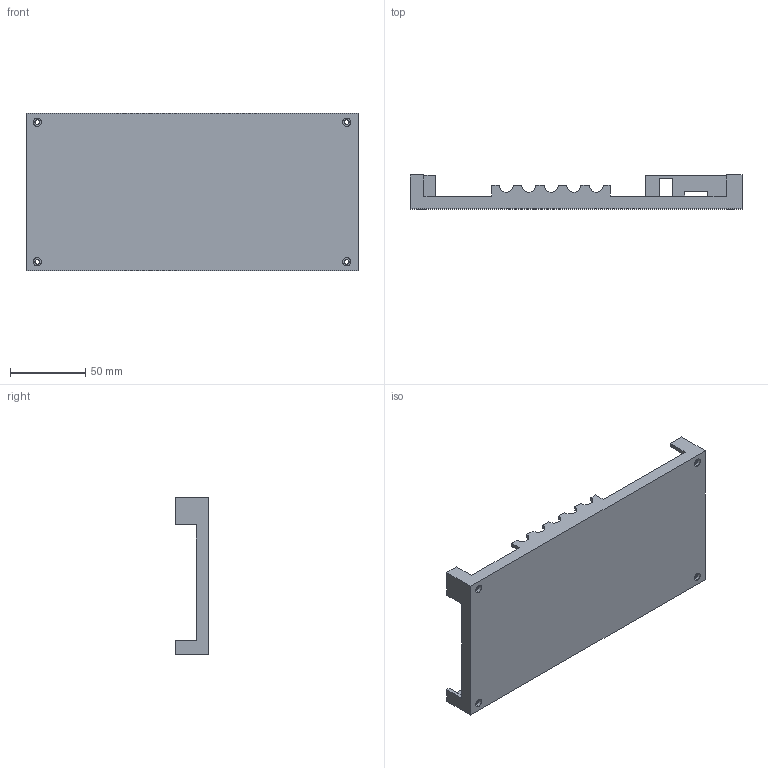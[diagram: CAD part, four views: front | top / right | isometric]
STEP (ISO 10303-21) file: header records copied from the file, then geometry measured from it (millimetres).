
FILE_DESCRIPTION (( 'STEP AP214' ), '1' );
FILE_NAME ('Ossc Pro Case Bottom.STEP', '2021-06-15T01:18:57', ( '' ), ( '' ), 'SwSTEP 2.0', 'SolidWorks 2020', '' );
FILE_SCHEMA (( 'AUTOMOTIVE_DESIGN' ));
Length unit declared in the file: millimetre
Products named in the file (1): Ossc Pro Case Bottom
Bounding box: 221 x 22.5 x 105 mm (x, y, z)
Volume: 71892.5 mm3; surface area: 60432 mm2
Topology: 1 solids, 1 shells, 101 faces, 258 edges, 167 vertices
Faces by surface type: plane 54, cylinder 41, cone 6
Entity records: 3148 total; most frequent: DIRECTION 538, CARTESIAN_POINT 521, ORIENTED_EDGE 504, EDGE_CURVE 252, AXIS2_PLACEMENT_3D 184, LINE 170, VECTOR 170, VERTEX_POINT 167
